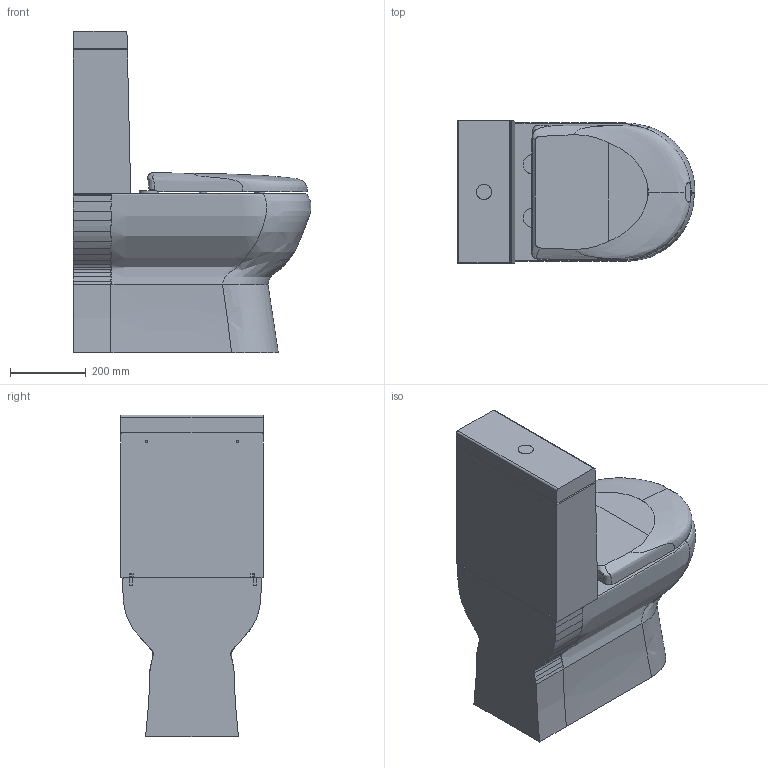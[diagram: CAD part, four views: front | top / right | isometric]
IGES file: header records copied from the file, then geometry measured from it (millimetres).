
Global section: file name: 7837; native system: AutoCAD 2016 - English; preprocessor: Autodesk Translation Framework DWG producer (atf_dwg_producer); organization: unknown; date: 20170505.155201; units: millimetre
Bounding box: 627.21 x 375 x 848 mm (x, y, z)
Volume: 72783664.7 mm3; surface area: 2286585.2 mm2
Topology: 5 solids, 5 shells, 290 faces, 787 edges, 529 vertices
Faces by surface type: bspline 290
